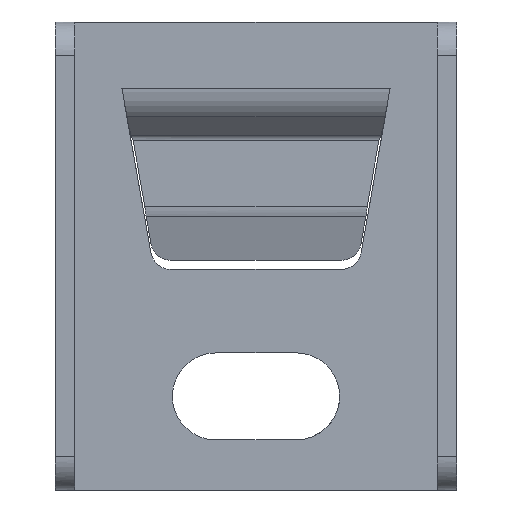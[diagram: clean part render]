
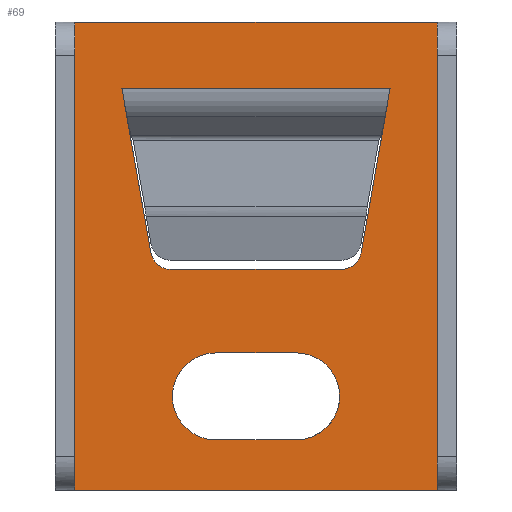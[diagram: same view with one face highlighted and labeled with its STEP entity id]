
A CAD part, front view. The second image highlights one B-rep face of the part: STEP entity #69.
In plain terms, the highlighted planar face has unit normal (0, -1, 0).
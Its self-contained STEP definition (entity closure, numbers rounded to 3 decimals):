
#16=FACE_BOUND('',#180,.T.);
#17=FACE_BOUND('',#181,.T.);
#69=ADVANCED_FACE('',(#123,#16,#17),#909,.T.);
#123=FACE_OUTER_BOUND('',#179,.T.);
#179=EDGE_LOOP('',(#442,#443,#444,#445));
#180=EDGE_LOOP('',(#446,#447,#448,#449,#450,#451,#452,#453));
#181=EDGE_LOOP('',(#454,#455,#456,#457,#458,#459));
#442=ORIENTED_EDGE('',*,*,#620,.F.);
#443=ORIENTED_EDGE('',*,*,#611,.T.);
#444=ORIENTED_EDGE('',*,*,#621,.T.);
#445=ORIENTED_EDGE('',*,*,#619,.F.);
#446=ORIENTED_EDGE('',*,*,#594,.F.);
#447=ORIENTED_EDGE('',*,*,#542,.F.);
#448=ORIENTED_EDGE('',*,*,#523,.F.);
#449=ORIENTED_EDGE('',*,*,#596,.F.);
#450=ORIENTED_EDGE('',*,*,#573,.F.);
#451=ORIENTED_EDGE('',*,*,#516,.F.);
#452=ORIENTED_EDGE('',*,*,#576,.F.);
#453=ORIENTED_EDGE('',*,*,#484,.F.);
#454=ORIENTED_EDGE('',*,*,#489,.T.);
#455=ORIENTED_EDGE('',*,*,#578,.F.);
#456=ORIENTED_EDGE('',*,*,#494,.T.);
#457=ORIENTED_EDGE('',*,*,#485,.T.);
#458=ORIENTED_EDGE('',*,*,#592,.F.);
#459=ORIENTED_EDGE('',*,*,#599,.F.);
#484=EDGE_CURVE('',#768,#769,#655,.T.);
#485=EDGE_CURVE('',#777,#778,#656,.T.);
#489=EDGE_CURVE('',#782,#781,#660,.T.);
#494=EDGE_CURVE('',#785,#777,#623,.T.);
#516=EDGE_CURVE('',#808,#807,#683,.T.);
#523=EDGE_CURVE('',#812,#811,#690,.T.);
#542=EDGE_CURVE('',#811,#830,#707,.T.);
#573=EDGE_CURVE('',#807,#834,#630,.T.);
#576=EDGE_CURVE('',#769,#808,#632,.T.);
#578=EDGE_CURVE('',#785,#781,#634,.T.);
#592=EDGE_CURVE('',#844,#778,#641,.T.);
#594=EDGE_CURVE('',#830,#768,#746,.T.);
#596=EDGE_CURVE('',#834,#812,#748,.T.);
#599=EDGE_CURVE('',#782,#844,#643,.T.);
#611=EDGE_CURVE('',#852,#853,#757,.T.);
#619=EDGE_CURVE('',#856,#857,#765,.T.);
#620=EDGE_CURVE('',#852,#856,#766,.T.);
#621=EDGE_CURVE('',#853,#857,#767,.T.);
#623=(
BOUNDED_CURVE()
B_SPLINE_CURVE(2,(#1831,#1832,#1833),.UNSPECIFIED.,.F.,.F.)
B_SPLINE_CURVE_WITH_KNOTS((3,3),(0.,10.21),.UNSPECIFIED.)
CURVE()
GEOMETRIC_REPRESENTATION_ITEM()
RATIONAL_B_SPLINE_CURVE((1.,0.707,1.))
REPRESENTATION_ITEM('')
);
#630=(
BOUNDED_CURVE()
B_SPLINE_CURVE(2,(#2240,#2241,#2242),.UNSPECIFIED.,.F.,.F.)
B_SPLINE_CURVE_WITH_KNOTS((3,3),(-4.189,0.),.UNSPECIFIED.)
CURVE()
GEOMETRIC_REPRESENTATION_ITEM()
RATIONAL_B_SPLINE_CURVE((1.,0.766,1.))
REPRESENTATION_ITEM('')
);
#632=(
BOUNDED_CURVE()
B_SPLINE_CURVE(2,(#2248,#2249,#2250),.UNSPECIFIED.,.F.,.F.)
B_SPLINE_CURVE_WITH_KNOTS((3,3),(0.,4.189),.UNSPECIFIED.)
CURVE()
GEOMETRIC_REPRESENTATION_ITEM()
RATIONAL_B_SPLINE_CURVE((1.,0.766,1.))
REPRESENTATION_ITEM('')
);
#634=(
BOUNDED_CURVE()
B_SPLINE_CURVE(2,(#2254,#2255,#2256),.UNSPECIFIED.,.F.,.F.)
B_SPLINE_CURVE_WITH_KNOTS((3,3),(-10.21,0.),.UNSPECIFIED.)
CURVE()
GEOMETRIC_REPRESENTATION_ITEM()
RATIONAL_B_SPLINE_CURVE((1.,0.707,1.))
REPRESENTATION_ITEM('')
);
#641=(
BOUNDED_CURVE()
B_SPLINE_CURVE(2,(#2289,#2290,#2291),.UNSPECIFIED.,.F.,.F.)
B_SPLINE_CURVE_WITH_KNOTS((3,3),(0.,10.21),.UNSPECIFIED.)
CURVE()
GEOMETRIC_REPRESENTATION_ITEM()
RATIONAL_B_SPLINE_CURVE((1.,0.707,1.))
REPRESENTATION_ITEM('')
);
#643=(
BOUNDED_CURVE()
B_SPLINE_CURVE(2,(#2305,#2306,#2307),.UNSPECIFIED.,.F.,.F.)
B_SPLINE_CURVE_WITH_KNOTS((3,3),(0.,10.21),.UNSPECIFIED.)
CURVE()
GEOMETRIC_REPRESENTATION_ITEM()
RATIONAL_B_SPLINE_CURVE((1.,0.707,1.))
REPRESENTATION_ITEM('')
);
#655=B_SPLINE_CURVE_WITH_KNOTS('',1,(#1811,#1812),.UNSPECIFIED.,.F.,.F.,
(2,2),(0.,24.899),.UNSPECIFIED.);
#656=B_SPLINE_CURVE_WITH_KNOTS('',1,(#1813,#1814),.UNSPECIFIED.,.F.,.F.,
(2,2),(-12.,0.),.UNSPECIFIED.);
#660=B_SPLINE_CURVE_WITH_KNOTS('',1,(#1821,#1822),.UNSPECIFIED.,.F.,.F.,
(2,2),(-12.,0.),.UNSPECIFIED.);
#683=B_SPLINE_CURVE_WITH_KNOTS('',1,(#1969,#1970),.UNSPECIFIED.,.F.,.F.,
(2,2),(0.,25.544),.UNSPECIFIED.);
#690=B_SPLINE_CURVE_WITH_KNOTS('',1,(#1983,#1984),.UNSPECIFIED.,.F.,.F.,
(2,2),(0.,0.05),.UNSPECIFIED.);
#707=B_SPLINE_CURVE_WITH_KNOTS('',1,(#2087,#2088),.UNSPECIFIED.,.F.,.F.,
(2,2),(0.,40.),.UNSPECIFIED.);
#746=B_SPLINE_CURVE_WITH_KNOTS('',1,(#2294,#2295),.UNSPECIFIED.,.F.,.F.,
(2,2),(-0.05,0.),.UNSPECIFIED.);
#748=B_SPLINE_CURVE_WITH_KNOTS('',1,(#2298,#2299),.UNSPECIFIED.,.F.,.F.,
(2,2),(-24.899,0.),.UNSPECIFIED.);
#757=B_SPLINE_CURVE_WITH_KNOTS('',1,(#2334,#2335),.UNSPECIFIED.,.F.,.F.,
(2,2),(-81.501,-11.501),.UNSPECIFIED.);
#765=B_SPLINE_CURVE_WITH_KNOTS('',1,(#2350,#2351),.UNSPECIFIED.,.F.,.F.,
(2,2),(-86.001,-16.001),.UNSPECIFIED.);
#766=B_SPLINE_CURVE_WITH_KNOTS('',1,(#2352,#2353),.UNSPECIFIED.,.F.,.F.,
(2,2),(71.861,111.324),.UNSPECIFIED.);
#767=B_SPLINE_CURVE_WITH_KNOTS('',1,(#2354,#2355),.UNSPECIFIED.,.F.,.F.,
(2,2),(7.292,46.755),.UNSPECIFIED.);
#768=VERTEX_POINT('',#1624);
#769=VERTEX_POINT('',#1625);
#777=VERTEX_POINT('',#1633);
#778=VERTEX_POINT('',#1634);
#781=VERTEX_POINT('',#1637);
#782=VERTEX_POINT('',#1638);
#785=VERTEX_POINT('',#1641);
#807=VERTEX_POINT('',#1663);
#808=VERTEX_POINT('',#1664);
#811=VERTEX_POINT('',#1667);
#812=VERTEX_POINT('',#1668);
#830=VERTEX_POINT('',#1686);
#834=VERTEX_POINT('',#1690);
#844=VERTEX_POINT('',#1700);
#852=VERTEX_POINT('',#1708);
#853=VERTEX_POINT('',#1709);
#856=VERTEX_POINT('',#1712);
#857=VERTEX_POINT('',#1713);
#909=PLANE('',#1027);
#1027=AXIS2_PLACEMENT_3D('',#1621,#1060,$);
#1060=DIRECTION('',(0.,-1.,0.));
#1621=CARTESIAN_POINT('',(-25.921,17.1,104.001));
#1624=CARTESIAN_POINT('',(9.95,17.1,60.));
#1625=CARTESIAN_POINT('',(14.274,17.1,35.479));
#1633=CARTESIAN_POINT('',(36.,17.1,7.5));
#1634=CARTESIAN_POINT('',(24.,17.1,7.5));
#1637=CARTESIAN_POINT('',(36.,17.1,20.5));
#1638=CARTESIAN_POINT('',(24.,17.1,20.5));
#1641=CARTESIAN_POINT('',(42.5,17.1,14.));
#1663=CARTESIAN_POINT('',(42.772,17.1,33.));
#1664=CARTESIAN_POINT('',(17.228,17.1,33.));
#1667=CARTESIAN_POINT('',(50.,17.1,60.));
#1668=CARTESIAN_POINT('',(50.05,17.1,60.));
#1686=CARTESIAN_POINT('',(10.,17.1,60.));
#1690=CARTESIAN_POINT('',(45.726,17.1,35.479));
#1700=CARTESIAN_POINT('',(17.5,17.1,14.));
#1708=CARTESIAN_POINT('',(57.1,17.1,0.));
#1709=CARTESIAN_POINT('',(57.1,17.1,70.));
#1712=CARTESIAN_POINT('',(2.9,17.1,0.));
#1713=CARTESIAN_POINT('',(2.9,17.1,70.));
#1811=CARTESIAN_POINT('',(9.95,17.1,60.));
#1812=CARTESIAN_POINT('',(14.274,17.1,35.479));
#1813=CARTESIAN_POINT('',(36.,17.1,7.5));
#1814=CARTESIAN_POINT('',(24.,17.1,7.5));
#1821=CARTESIAN_POINT('',(24.,17.1,20.5));
#1822=CARTESIAN_POINT('',(36.,17.1,20.5));
#1831=CARTESIAN_POINT('',(42.5,17.1,14.));
#1832=CARTESIAN_POINT('',(42.5,17.1,7.5));
#1833=CARTESIAN_POINT('',(36.,17.1,7.5));
#1969=CARTESIAN_POINT('',(17.228,17.1,33.));
#1970=CARTESIAN_POINT('',(42.772,17.1,33.));
#1983=CARTESIAN_POINT('',(50.05,17.1,60.));
#1984=CARTESIAN_POINT('',(50.,17.1,60.));
#2087=CARTESIAN_POINT('',(50.,17.1,60.));
#2088=CARTESIAN_POINT('',(10.,17.1,60.));
#2240=CARTESIAN_POINT('',(42.772,17.1,33.));
#2241=CARTESIAN_POINT('',(45.289,17.1,33.));
#2242=CARTESIAN_POINT('',(45.726,17.1,35.479));
#2248=CARTESIAN_POINT('',(14.274,17.1,35.479));
#2249=CARTESIAN_POINT('',(14.711,17.1,33.));
#2250=CARTESIAN_POINT('',(17.228,17.1,33.));
#2254=CARTESIAN_POINT('',(42.5,17.1,14.));
#2255=CARTESIAN_POINT('',(42.5,17.1,20.5));
#2256=CARTESIAN_POINT('',(36.,17.1,20.5));
#2289=CARTESIAN_POINT('',(17.5,17.1,14.));
#2290=CARTESIAN_POINT('',(17.5,17.1,7.5));
#2291=CARTESIAN_POINT('',(24.,17.1,7.5));
#2294=CARTESIAN_POINT('',(10.,17.1,60.));
#2295=CARTESIAN_POINT('',(9.95,17.1,60.));
#2298=CARTESIAN_POINT('',(45.726,17.1,35.479));
#2299=CARTESIAN_POINT('',(50.05,17.1,60.));
#2305=CARTESIAN_POINT('',(24.,17.1,20.5));
#2306=CARTESIAN_POINT('',(17.5,17.1,20.5));
#2307=CARTESIAN_POINT('',(17.5,17.1,14.));
#2334=CARTESIAN_POINT('',(57.1,17.1,0.));
#2335=CARTESIAN_POINT('',(57.1,17.1,70.));
#2350=CARTESIAN_POINT('',(2.9,17.1,0.));
#2351=CARTESIAN_POINT('',(2.9,17.1,70.));
#2352=CARTESIAN_POINT('',(57.1,17.1,0.));
#2353=CARTESIAN_POINT('',(2.9,17.1,0.));
#2354=CARTESIAN_POINT('',(57.1,17.1,70.));
#2355=CARTESIAN_POINT('',(2.9,17.1,70.));
